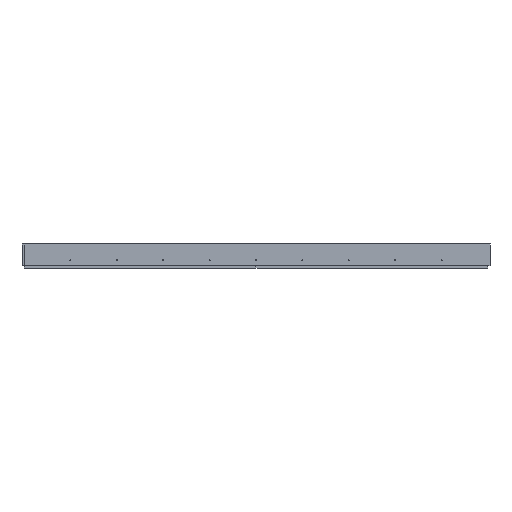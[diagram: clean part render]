
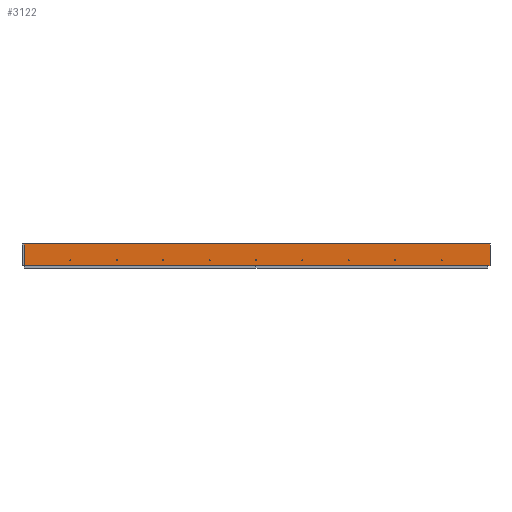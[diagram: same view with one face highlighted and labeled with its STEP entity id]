
A CAD part, left-side view. The second image highlights one B-rep face of the part: STEP entity #3122.
In plain terms, the highlighted face is planar.
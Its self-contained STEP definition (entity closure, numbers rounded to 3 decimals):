
#3025 = VERTEX_POINT('',#3026);
#3026 = CARTESIAN_POINT('',(1485.011,0.,95.25));
#3043 = VERTEX_POINT('',#3044);
#3044 = CARTESIAN_POINT('',(1485.011,0.,-31.75));
#3050 = EDGE_CURVE('',#3025,#3043,#3051,.T.);
#3051 = LINE('',#3052,#3053);
#3052 = CARTESIAN_POINT('',(1485.011,0.,95.25));
#3053 = VECTOR('',#3054,1.);
#3054 = DIRECTION('',(0.,0.,-1.));
#3065 = EDGE_CURVE('',#3066,#3025,#3068,.T.);
#3066 = VERTEX_POINT('',#3067);
#3067 = CARTESIAN_POINT('',(-1227.009,0.,95.25));
#3068 = LINE('',#3069,#3070);
#3069 = CARTESIAN_POINT('',(-1215.009,0.,95.25));
#3070 = VECTOR('',#3071,1.);
#3071 = DIRECTION('',(1.,0.,0.));
#3104 = VERTEX_POINT('',#3105);
#3105 = CARTESIAN_POINT('',(-1227.009,0.,-31.75));
#3111 = EDGE_CURVE('',#3104,#3066,#3112,.T.);
#3112 = LINE('',#3113,#3114);
#3113 = CARTESIAN_POINT('',(-1227.009,0.,-31.75));
#3114 = VECTOR('',#3115,1.);
#3115 = DIRECTION('',(0.,0.,1.));
#3122 = ADVANCED_FACE('',(#3123,#3134,#3145,#3156,#3167,#3178,#3189,
    #3200,#3211,#3222),#3233,.T.);
#3123 = FACE_BOUND('',#3124,.T.);
#3124 = EDGE_LOOP('',(#3125,#3126,#3127,#3133));
#3125 = ORIENTED_EDGE('',*,*,#3065,.T.);
#3126 = ORIENTED_EDGE('',*,*,#3050,.T.);
#3127 = ORIENTED_EDGE('',*,*,#3128,.T.);
#3128 = EDGE_CURVE('',#3043,#3104,#3129,.T.);
#3129 = LINE('',#3130,#3131);
#3130 = CARTESIAN_POINT('',(1485.011,0.,-31.75));
#3131 = VECTOR('',#3132,1.);
#3132 = DIRECTION('',(-1.,-0.,0.));
#3133 = ORIENTED_EDGE('',*,*,#3111,.T.);
#3134 = FACE_BOUND('',#3135,.T.);
#3135 = EDGE_LOOP('',(#3136));
#3136 = ORIENTED_EDGE('',*,*,#3137,.T.);
#3137 = EDGE_CURVE('',#3138,#3138,#3140,.T.);
#3138 = VERTEX_POINT('',#3139);
#3139 = CARTESIAN_POINT('',(408.178,0.,0.));
#3140 = CIRCLE('',#3141,3.175);
#3141 = AXIS2_PLACEMENT_3D('',#3142,#3143,#3144);
#3142 = CARTESIAN_POINT('',(405.003,0.,0.));
#3143 = DIRECTION('',(0.,-1.,0.));
#3144 = DIRECTION('',(1.,0.,0.));
#3145 = FACE_BOUND('',#3146,.T.);
#3146 = EDGE_LOOP('',(#3147));
#3147 = ORIENTED_EDGE('',*,*,#3148,.T.);
#3148 = EDGE_CURVE('',#3149,#3149,#3151,.T.);
#3149 = VERTEX_POINT('',#3150);
#3150 = CARTESIAN_POINT('',(138.176,0.,0.));
#3151 = CIRCLE('',#3152,3.175);
#3152 = AXIS2_PLACEMENT_3D('',#3153,#3154,#3155);
#3153 = CARTESIAN_POINT('',(135.001,0.,0.));
#3154 = DIRECTION('',(0.,-1.,0.));
#3155 = DIRECTION('',(1.,0.,0.));
#3156 = FACE_BOUND('',#3157,.T.);
#3157 = EDGE_LOOP('',(#3158));
#3158 = ORIENTED_EDGE('',*,*,#3159,.T.);
#3159 = EDGE_CURVE('',#3160,#3160,#3162,.T.);
#3160 = VERTEX_POINT('',#3161);
#3161 = CARTESIAN_POINT('',(-131.826,0.,-0.));
#3162 = CIRCLE('',#3163,3.175);
#3163 = AXIS2_PLACEMENT_3D('',#3164,#3165,#3166);
#3164 = CARTESIAN_POINT('',(-135.001,0.,0.));
#3165 = DIRECTION('',(0.,-1.,0.));
#3166 = DIRECTION('',(1.,0.,0.));
#3167 = FACE_BOUND('',#3168,.T.);
#3168 = EDGE_LOOP('',(#3169));
#3169 = ORIENTED_EDGE('',*,*,#3170,.T.);
#3170 = EDGE_CURVE('',#3171,#3171,#3173,.T.);
#3171 = VERTEX_POINT('',#3172);
#3172 = CARTESIAN_POINT('',(-401.828,0.,-0.));
#3173 = CIRCLE('',#3174,3.175);
#3174 = AXIS2_PLACEMENT_3D('',#3175,#3176,#3177);
#3175 = CARTESIAN_POINT('',(-405.003,0.,0.));
#3176 = DIRECTION('',(0.,-1.,0.));
#3177 = DIRECTION('',(1.,0.,0.));
#3178 = FACE_BOUND('',#3179,.T.);
#3179 = EDGE_LOOP('',(#3180));
#3180 = ORIENTED_EDGE('',*,*,#3181,.T.);
#3181 = EDGE_CURVE('',#3182,#3182,#3184,.T.);
#3182 = VERTEX_POINT('',#3183);
#3183 = CARTESIAN_POINT('',(1218.184,0.,0.));
#3184 = CIRCLE('',#3185,3.175);
#3185 = AXIS2_PLACEMENT_3D('',#3186,#3187,#3188);
#3186 = CARTESIAN_POINT('',(1215.009,0.,0.));
#3187 = DIRECTION('',(0.,-1.,0.));
#3188 = DIRECTION('',(1.,0.,0.));
#3189 = FACE_BOUND('',#3190,.T.);
#3190 = EDGE_LOOP('',(#3191));
#3191 = ORIENTED_EDGE('',*,*,#3192,.T.);
#3192 = EDGE_CURVE('',#3193,#3193,#3195,.T.);
#3193 = VERTEX_POINT('',#3194);
#3194 = CARTESIAN_POINT('',(948.182,0.,0.));
#3195 = CIRCLE('',#3196,3.175);
#3196 = AXIS2_PLACEMENT_3D('',#3197,#3198,#3199);
#3197 = CARTESIAN_POINT('',(945.007,0.,0.));
#3198 = DIRECTION('',(0.,-1.,0.));
#3199 = DIRECTION('',(1.,0.,0.));
#3200 = FACE_BOUND('',#3201,.T.);
#3201 = EDGE_LOOP('',(#3202));
#3202 = ORIENTED_EDGE('',*,*,#3203,.T.);
#3203 = EDGE_CURVE('',#3204,#3204,#3206,.T.);
#3204 = VERTEX_POINT('',#3205);
#3205 = CARTESIAN_POINT('',(678.18,0.,0.));
#3206 = CIRCLE('',#3207,3.175);
#3207 = AXIS2_PLACEMENT_3D('',#3208,#3209,#3210);
#3208 = CARTESIAN_POINT('',(675.005,0.,0.));
#3209 = DIRECTION('',(0.,-1.,0.));
#3210 = DIRECTION('',(1.,0.,0.));
#3211 = FACE_BOUND('',#3212,.T.);
#3212 = EDGE_LOOP('',(#3213));
#3213 = ORIENTED_EDGE('',*,*,#3214,.T.);
#3214 = EDGE_CURVE('',#3215,#3215,#3217,.T.);
#3215 = VERTEX_POINT('',#3216);
#3216 = CARTESIAN_POINT('',(-671.83,0.,-0.));
#3217 = CIRCLE('',#3218,3.175);
#3218 = AXIS2_PLACEMENT_3D('',#3219,#3220,#3221);
#3219 = CARTESIAN_POINT('',(-675.005,0.,0.));
#3220 = DIRECTION('',(0.,-1.,0.));
#3221 = DIRECTION('',(1.,0.,0.));
#3222 = FACE_BOUND('',#3223,.T.);
#3223 = EDGE_LOOP('',(#3224));
#3224 = ORIENTED_EDGE('',*,*,#3225,.T.);
#3225 = EDGE_CURVE('',#3226,#3226,#3228,.T.);
#3226 = VERTEX_POINT('',#3227);
#3227 = CARTESIAN_POINT('',(-941.832,0.,-0.));
#3228 = CIRCLE('',#3229,3.175);
#3229 = AXIS2_PLACEMENT_3D('',#3230,#3231,#3232);
#3230 = CARTESIAN_POINT('',(-945.007,0.,0.));
#3231 = DIRECTION('',(0.,-1.,0.));
#3232 = DIRECTION('',(1.,0.,0.));
#3233 = PLANE('',#3234);
#3234 = AXIS2_PLACEMENT_3D('',#3235,#3236,#3237);
#3235 = CARTESIAN_POINT('',(129.001,0.,31.75));
#3236 = DIRECTION('',(-0.,1.,0.));
#3237 = DIRECTION('',(0.,0.,-1.));
